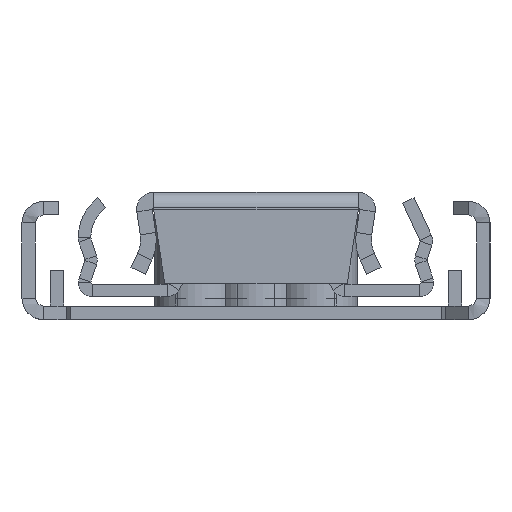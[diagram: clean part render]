
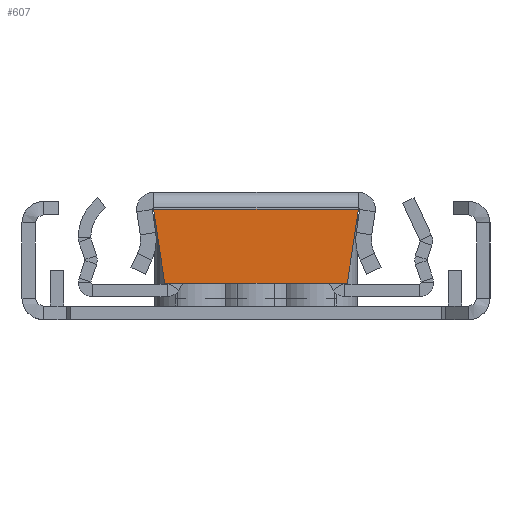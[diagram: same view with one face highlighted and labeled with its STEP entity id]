
A CAD part, left-side view. The second image highlights one B-rep face of the part: STEP entity #607.
In plain terms, the highlighted planar face has unit normal (-1, 0, 0).
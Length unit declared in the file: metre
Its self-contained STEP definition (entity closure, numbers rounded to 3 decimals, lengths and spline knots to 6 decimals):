
#607 = ADVANCED_FACE( '', ( #1624 ), #1625, .F. );
#1624 = FACE_OUTER_BOUND( '', #2809, .T. );
#1625 = PLANE( '', #2810 );
#2809 = EDGE_LOOP( '', ( #6386, #6387, #6388, #6389 ) );
#2810 = AXIS2_PLACEMENT_3D( '', #6390, #6391, #6392 );
#6386 = ORIENTED_EDGE( '', *, *, #7640, .T. );
#6387 = ORIENTED_EDGE( '', *, *, #7633, .T. );
#6388 = ORIENTED_EDGE( '', *, *, #7630, .T. );
#6389 = ORIENTED_EDGE( '', *, *, #7636, .T. );
#6390 = CARTESIAN_POINT( '', ( -0.001524, 0., 0.00442 ) );
#6391 = DIRECTION( '', ( 1., 0., 0. ) );
#6392 = DIRECTION( '', ( 0., 1., 0. ) );
#7630 = EDGE_CURVE( '', #9486, #9483, #9487, .T. );
#7633 = EDGE_CURVE( '', #9491, #9486, #9492, .T. );
#7636 = EDGE_CURVE( '', #9483, #9496, #9497, .T. );
#7640 = EDGE_CURVE( '', #9496, #9491, #9502, .F. );
#9483 = VERTEX_POINT( '', #12389 );
#9486 = VERTEX_POINT( '', #12393 );
#9487 = LINE( '', #12394, #12395 );
#9491 = VERTEX_POINT( '', #12401 );
#9492 = LINE( '', #12402, #12403 );
#9496 = VERTEX_POINT( '', #12409 );
#9497 = LINE( '', #12410, #12411 );
#9502 = LINE( '', #12419, #12420 );
#12389 = CARTESIAN_POINT( '', ( -0.001524, 0.008879, 0.008839 ) );
#12393 = CARTESIAN_POINT( '', ( -0.001524, -0.008879, 0.008839 ) );
#12394 = CARTESIAN_POINT( '', ( -0.001524, 0., 0.008839 ) );
#12395 = VECTOR( '', #14122, 1. );
#12401 = CARTESIAN_POINT( '', ( -0.001524, -0.009957, 0.001651 ) );
#12402 = CARTESIAN_POINT( '', ( -0.001524, -0.009542, 0.00442 ) );
#12403 = VECTOR( '', #14125, 1. );
#12409 = CARTESIAN_POINT( '', ( -0.001524, 0.009957, 0.001651 ) );
#12410 = CARTESIAN_POINT( '', ( -0.001524, 0.009542, 0.00442 ) );
#12411 = VECTOR( '', #14128, 1. );
#12419 = CARTESIAN_POINT( '', ( -0.001524, 0., 0.001651 ) );
#12420 = VECTOR( '', #14132, 1. );
#14122 = DIRECTION( '', ( 0., 1., 0. ) );
#14125 = DIRECTION( '', ( 0., 0.148, 0.989 ) );
#14128 = DIRECTION( '', ( 0., 0.148, -0.989 ) );
#14132 = DIRECTION( '', ( 0., 1., 0. ) );
